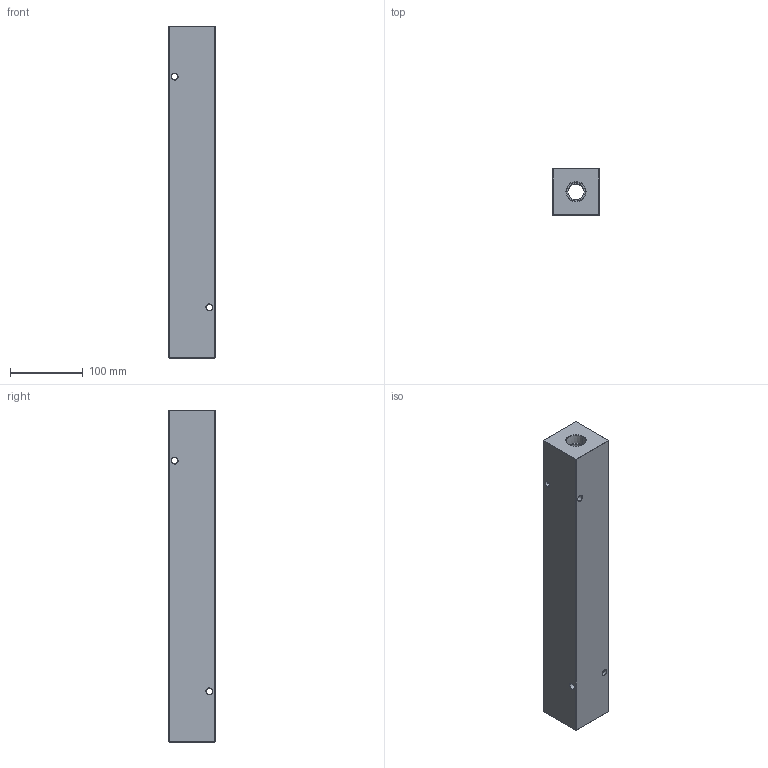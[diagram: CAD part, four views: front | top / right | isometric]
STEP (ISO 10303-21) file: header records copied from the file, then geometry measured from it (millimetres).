
FILE_DESCRIPTION (( 'STEP AP203' ), '1' );
FILE_NAME ('HM-7-90-P-12-12.STEP', '2020-10-30T16:31:51', ( '' ), ( '' ), 'SwSTEP 2.0', 'SolidWorks 2019', '' );
FILE_SCHEMA (( 'CONFIG_CONTROL_DESIGN' ));
Length unit declared in the file: inch
Products named in the file (1): HM-7-90-P-12-12
Bounding box: 63.5 x 63.5 x 457.2 mm (x, y, z)
Volume: 1497955 mm3; surface area: 178354.7 mm2
Topology: 1 solids, 1 shells, 581 faces, 1529 edges, 994 vertices
Faces by surface type: plane 296, bspline 180, cylinder 53, cone 52
Entity records: 27414 total; most frequent: CARTESIAN_POINT 14131, ORIENTED_EDGE 3058, DIRECTION 2111, EDGE_CURVE 1529, VERTEX_POINT 994, VECTOR 915, LINE 915, EDGE_LOOP 667
